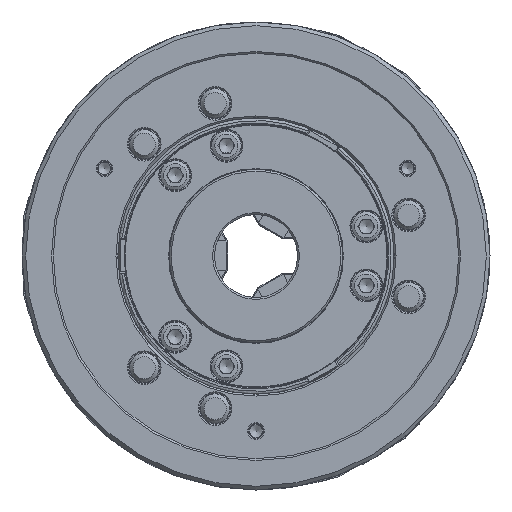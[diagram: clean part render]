
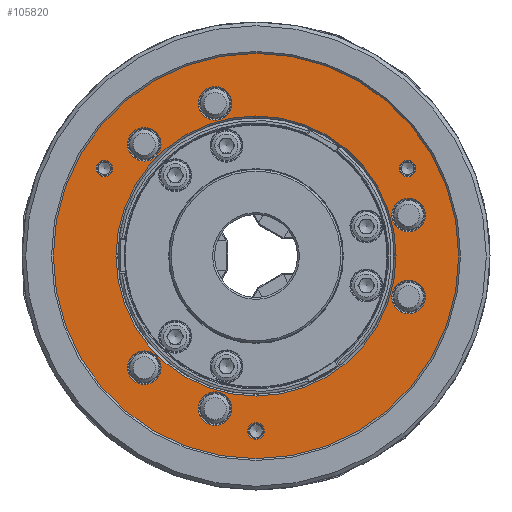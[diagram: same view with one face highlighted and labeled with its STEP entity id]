
A CAD part, left-side view. The second image highlights one B-rep face of the part: STEP entity #105820.
In plain terms, the highlighted planar face has unit normal (-1, 0, 0).
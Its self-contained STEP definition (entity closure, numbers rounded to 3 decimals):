
#780=PLANE('',#109681);
#25991=ORIENTED_EDGE('',*,*,#50476,.F.);
#25992=ORIENTED_EDGE('',*,*,#50477,.T.);
#25993=ORIENTED_EDGE('',*,*,#50478,.T.);
#25994=ORIENTED_EDGE('',*,*,#50479,.F.);
#25995=ORIENTED_EDGE('',*,*,#50480,.F.);
#25996=ORIENTED_EDGE('',*,*,#50481,.T.);
#25997=ORIENTED_EDGE('',*,*,#50482,.T.);
#25998=ORIENTED_EDGE('',*,*,#50483,.F.);
#25999=ORIENTED_EDGE('',*,*,#50484,.F.);
#26000=ORIENTED_EDGE('',*,*,#50485,.F.);
#26001=ORIENTED_EDGE('',*,*,#50486,.F.);
#50476=EDGE_CURVE('',#62693,#62693,#70361,.T.);
#50477=EDGE_CURVE('',#62694,#62694,#70362,.T.);
#50478=EDGE_CURVE('',#62695,#62695,#70363,.T.);
#50479=EDGE_CURVE('',#62696,#62696,#70364,.T.);
#50480=EDGE_CURVE('',#62697,#62697,#70365,.T.);
#50481=EDGE_CURVE('',#62698,#62698,#70366,.T.);
#50482=EDGE_CURVE('',#62699,#62699,#70367,.T.);
#50483=EDGE_CURVE('',#62700,#62700,#70368,.T.);
#50484=EDGE_CURVE('',#62701,#62701,#70369,.T.);
#50485=EDGE_CURVE('',#62702,#62702,#70370,.T.);
#50486=EDGE_CURVE('',#62703,#62703,#70371,.T.);
#62693=VERTEX_POINT('',#136277);
#62694=VERTEX_POINT('',#136279);
#62695=VERTEX_POINT('',#136281);
#62696=VERTEX_POINT('',#136283);
#62697=VERTEX_POINT('',#136285);
#62698=VERTEX_POINT('',#136287);
#62699=VERTEX_POINT('',#136289);
#62700=VERTEX_POINT('',#136291);
#62701=VERTEX_POINT('',#136293);
#62702=VERTEX_POINT('',#136295);
#62703=VERTEX_POINT('',#136297);
#70361=CIRCLE('',#109682,9.099);
#70362=CIRCLE('',#109683,9.099);
#70363=CIRCLE('',#109684,9.099);
#70364=CIRCLE('',#109685,9.099);
#70365=CIRCLE('',#109686,9.099);
#70366=CIRCLE('',#109687,9.099);
#70367=CIRCLE('',#109688,76.);
#70368=CIRCLE('',#109689,110.);
#70369=CIRCLE('',#109690,4.459);
#70370=CIRCLE('',#109691,4.459);
#70371=CIRCLE('',#109692,4.459);
#71374=EDGE_LOOP('',(#25991));
#71375=EDGE_LOOP('',(#25992));
#71376=EDGE_LOOP('',(#25993));
#71377=EDGE_LOOP('',(#25994));
#71378=EDGE_LOOP('',(#25995));
#71379=EDGE_LOOP('',(#25996));
#71380=EDGE_LOOP('',(#25997));
#71381=EDGE_LOOP('',(#25998));
#71382=EDGE_LOOP('',(#25999));
#71383=EDGE_LOOP('',(#26000));
#71384=EDGE_LOOP('',(#26001));
#75573=FACE_BOUND('',#71374,.T.);
#75574=FACE_BOUND('',#71375,.T.);
#75575=FACE_BOUND('',#71376,.T.);
#75576=FACE_BOUND('',#71377,.T.);
#75577=FACE_BOUND('',#71378,.T.);
#75578=FACE_BOUND('',#71379,.T.);
#75579=FACE_BOUND('',#71380,.T.);
#75580=FACE_BOUND('',#71381,.T.);
#75581=FACE_BOUND('',#71382,.T.);
#75582=FACE_BOUND('',#71383,.T.);
#75583=FACE_BOUND('',#71384,.T.);
#105820=ADVANCED_FACE('',(#75573,#75574,#75575,#75576,#75577,#75578,#75579,
#75580,#75581,#75582,#75583),#780,.T.);
#109681=AXIS2_PLACEMENT_3D('',#136275,#114989,#114990);
#109682=AXIS2_PLACEMENT_3D('',#136276,#114991,#114992);
#109683=AXIS2_PLACEMENT_3D('',#136278,#114993,#114994);
#109684=AXIS2_PLACEMENT_3D('',#136280,#114995,#114996);
#109685=AXIS2_PLACEMENT_3D('',#136282,#114997,#114998);
#109686=AXIS2_PLACEMENT_3D('',#136284,#114999,#115000);
#109687=AXIS2_PLACEMENT_3D('',#136286,#115001,#115002);
#109688=AXIS2_PLACEMENT_3D('',#136288,#115003,#115004);
#109689=AXIS2_PLACEMENT_3D('',#136290,#115005,#115006);
#109690=AXIS2_PLACEMENT_3D('',#136292,#115007,#115008);
#109691=AXIS2_PLACEMENT_3D('',#136294,#115009,#115010);
#109692=AXIS2_PLACEMENT_3D('',#136296,#115011,#115012);
#114989=DIRECTION('',(-1.,0.,0.));
#114990=DIRECTION('',(0.,0.,1.));
#114991=DIRECTION('',(-1.,0.,0.));
#114992=DIRECTION('',(0.,0.,1.));
#114993=DIRECTION('',(1.,0.,0.));
#114994=DIRECTION('',(0.,-0.866,0.5));
#114995=DIRECTION('',(1.,0.,0.));
#114996=DIRECTION('',(0.,0.,-1.));
#114997=DIRECTION('',(-1.,0.,0.));
#114998=DIRECTION('',(0.,-0.866,-0.5));
#114999=DIRECTION('',(-1.,0.,0.));
#115000=DIRECTION('',(0.,0.866,-0.5));
#115001=DIRECTION('',(1.,0.,0.));
#115002=DIRECTION('',(0.,0.866,0.5));
#115003=DIRECTION('',(1.,0.,0.));
#115004=DIRECTION('',(0.,0.,-1.));
#115005=DIRECTION('',(1.,0.,0.));
#115006=DIRECTION('',(0.,0.,-1.));
#115007=DIRECTION('',(-1.,0.,0.));
#115008=DIRECTION('',(0.,0.,1.));
#115009=DIRECTION('',(-1.,0.,0.));
#115010=DIRECTION('',(0.,0.,1.));
#115011=DIRECTION('',(-1.,0.,0.));
#115012=DIRECTION('',(0.,0.,1.));
#136275=CARTESIAN_POINT('',(-95.,51.5,-89.201));
#136276=CARTESIAN_POINT('',(-95.,60.617,-60.617));
#136277=CARTESIAN_POINT('',(-95.,60.617,-51.518));
#136278=CARTESIAN_POINT('',(-95.,22.187,-82.804));
#136279=CARTESIAN_POINT('',(-95.,14.307,-78.254));
#136280=CARTESIAN_POINT('',(-95.,60.617,60.617));
#136281=CARTESIAN_POINT('',(-95.,60.617,51.518));
#136282=CARTESIAN_POINT('',(-95.,22.187,82.804));
#136283=CARTESIAN_POINT('',(-95.,14.307,78.254));
#136284=CARTESIAN_POINT('',(-95.,-82.804,-22.187));
#136285=CARTESIAN_POINT('',(-95.,-74.924,-26.737));
#136286=CARTESIAN_POINT('',(-95.,-82.804,22.187));
#136287=CARTESIAN_POINT('',(-95.,-74.924,26.737));
#136288=CARTESIAN_POINT('',(-95.,0.,0.));
#136289=CARTESIAN_POINT('',(-95.,0.,-76.));
#136290=CARTESIAN_POINT('',(-95.,0.,0.));
#136291=CARTESIAN_POINT('',(-95.,0.,-110.));
#136292=CARTESIAN_POINT('',(-95.,0.,-95.));
#136293=CARTESIAN_POINT('',(-95.,0.,-90.542));
#136294=CARTESIAN_POINT('',(-95.,-82.272,47.5));
#136295=CARTESIAN_POINT('',(-95.,-82.272,51.959));
#136296=CARTESIAN_POINT('',(-95.,82.272,47.5));
#136297=CARTESIAN_POINT('',(-95.,82.272,51.958));
